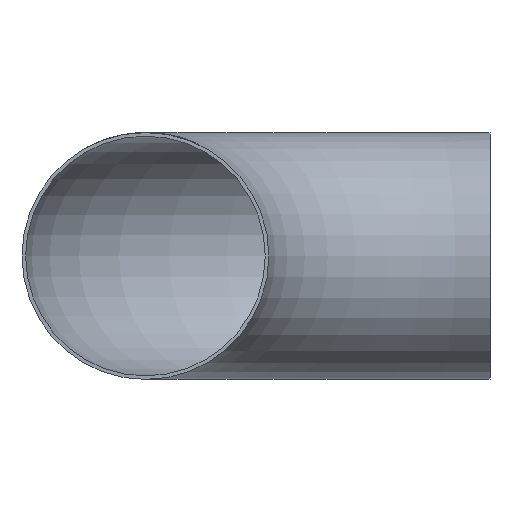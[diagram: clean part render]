
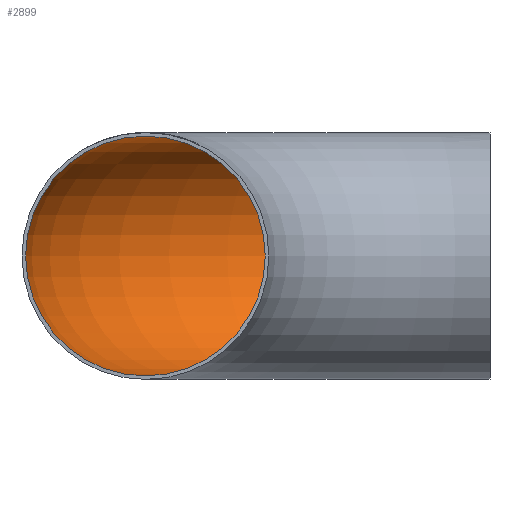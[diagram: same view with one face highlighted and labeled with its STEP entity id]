
A CAD part, front view. The second image highlights one B-rep face of the part: STEP entity #2899.
In plain terms, the highlighted toroidal (fillet/blend) face has major radius 381 mm and minor radius 132.5 mm.
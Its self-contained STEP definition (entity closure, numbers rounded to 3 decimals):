
#83 = EDGE_LOOP ( 'NONE', ( #3127 ) ) ;
#126 = FACE_OUTER_BOUND ( 'NONE', #5412, .T. ) ;
#209 = DIRECTION ( 'NONE',  ( 0., 1., 0. ) ) ;
#618 = VERTEX_POINT ( 'NONE', #7183 ) ;
#1273 = EDGE_CURVE ( 'NONE', #618, #618, #7801, .T. ) ;
#1432 = AXIS2_PLACEMENT_3D ( 'NONE', #8062, #6749, #3155 ) ;
#1666 = CARTESIAN_POINT ( 'NONE',  ( 0., 513.5, 0. ) ) ;
#1940 = CARTESIAN_POINT ( 'NONE',  ( 0., 0., 0. ) ) ;
#2121 = ORIENTED_EDGE ( 'NONE', *, *, #6378, .T. ) ;
#2485 = DIRECTION ( 'NONE',  ( 0., 0., -1. ) ) ;
#2567 = DIRECTION ( 'NONE',  ( -1., 0., 0. ) ) ;
#2899 = ADVANCED_FACE ( 'NONE', ( #126, #3014 ), #7121, .F. ) ;
#3014 = FACE_OUTER_BOUND ( 'NONE', #83, .T. ) ;
#3127 = ORIENTED_EDGE ( 'NONE', *, *, #1273, .F. ) ;
#3155 = DIRECTION ( 'NONE',  ( 0., 0., 1. ) ) ;
#3204 = VERTEX_POINT ( 'NONE', #1666 ) ;
#3413 = CARTESIAN_POINT ( 'NONE',  ( 0., 381., 0. ) ) ;
#3442 = DIRECTION ( 'NONE',  ( 1., 0., 0. ) ) ;
#4420 = AXIS2_PLACEMENT_3D ( 'NONE', #1940, #2485, #2567 ) ;
#5043 = AXIS2_PLACEMENT_3D ( 'NONE', #3413, #3442, #209 ) ;
#5412 = EDGE_LOOP ( 'NONE', ( #2121 ) ) ;
#6259 = CIRCLE ( 'NONE', #5043, 132.5 ) ;
#6378 = EDGE_CURVE ( 'NONE', #3204, #3204, #6259, .T. ) ;
#6749 = DIRECTION ( 'NONE',  ( 0., 1., 0. ) ) ;
#7121 = TOROIDAL_SURFACE ( 'NONE', #4420, 381., 132.5 ) ;
#7183 = CARTESIAN_POINT ( 'NONE',  ( -381., 0., 132.5 ) ) ;
#7801 = CIRCLE ( 'NONE', #1432, 132.5 ) ;
#8062 = CARTESIAN_POINT ( 'NONE',  ( -381., 0., 0. ) ) ;
